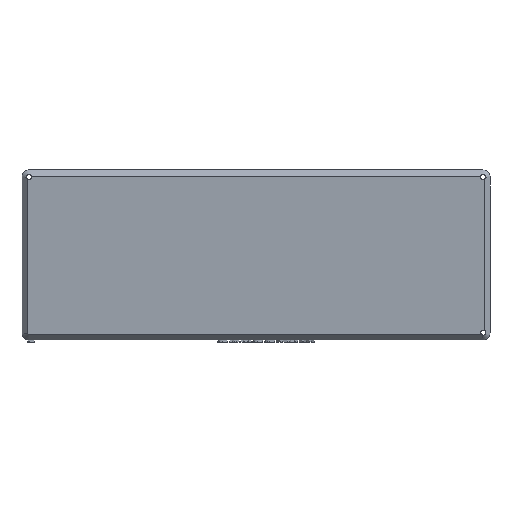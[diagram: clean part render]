
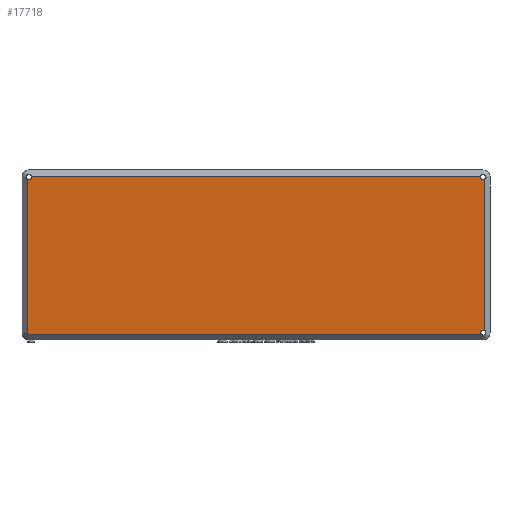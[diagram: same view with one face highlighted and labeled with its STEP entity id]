
A CAD part, left-side view. The second image highlights one B-rep face of the part: STEP entity #17718.
In plain terms, the highlighted planar face has unit normal (-0.997, 0, -0.08).
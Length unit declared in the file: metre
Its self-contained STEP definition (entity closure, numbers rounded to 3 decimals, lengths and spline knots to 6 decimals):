
#245=ELLIPSE('',#18927,0.001806,0.0018);
#248=ELLIPSE('',#18932,0.001806,0.0018);
#251=ELLIPSE('',#18937,0.001806,0.0018);
#692=B_SPLINE_CURVE_WITH_KNOTS('',3,(#26366,#26367,#26368,#26369),
 .UNSPECIFIED.,.F.,.F.,(4,4),(0.,1.),.UNSPECIFIED.);
#2284=ORIENTED_EDGE('',*,*,#7776,.F.);
#2285=ORIENTED_EDGE('',*,*,#7793,.T.);
#2286=ORIENTED_EDGE('',*,*,#7781,.F.);
#2287=ORIENTED_EDGE('',*,*,#7794,.T.);
#2288=ORIENTED_EDGE('',*,*,#7795,.T.);
#2289=ORIENTED_EDGE('',*,*,#7796,.T.);
#2290=ORIENTED_EDGE('',*,*,#7786,.F.);
#2291=ORIENTED_EDGE('',*,*,#7797,.T.);
#7776=EDGE_CURVE('',#10530,#10531,#245,.F.);
#7781=EDGE_CURVE('',#10535,#10536,#248,.F.);
#7786=EDGE_CURVE('',#10540,#10541,#251,.F.);
#7793=EDGE_CURVE('',#10530,#10536,#11970,.T.);
#7794=EDGE_CURVE('',#10535,#10547,#11971,.T.);
#7795=EDGE_CURVE('',#10547,#10548,#692,.T.);
#7796=EDGE_CURVE('',#10548,#10541,#11972,.T.);
#7797=EDGE_CURVE('',#10540,#10531,#11973,.T.);
#10530=VERTEX_POINT('',#26305);
#10531=VERTEX_POINT('',#26307);
#10535=VERTEX_POINT('',#26324);
#10536=VERTEX_POINT('',#26326);
#10540=VERTEX_POINT('',#26347);
#10541=VERTEX_POINT('',#26349);
#10547=VERTEX_POINT('',#26365);
#10548=VERTEX_POINT('',#26370);
#11970=LINE('',#26363,#13702);
#11971=LINE('',#26364,#13703);
#11972=LINE('',#26371,#13704);
#11973=LINE('',#26372,#13705);
#13702=VECTOR('',#20905,1.);
#13703=VECTOR('',#20906,1.);
#13704=VECTOR('',#20907,1.);
#13705=VECTOR('',#20908,1.);
#15122=EDGE_LOOP('',(#2284,#2285,#2286,#2287,#2288,#2289,#2290,#2291));
#16183=FACE_BOUND('',#15122,.T.);
#17210=PLANE('',#18941);
#17718=ADVANCED_FACE('',(#16183),#17210,.F.);
#18927=AXIS2_PLACEMENT_3D('',#26306,#20871,#20872);
#18932=AXIS2_PLACEMENT_3D('',#26325,#20881,#20882);
#18937=AXIS2_PLACEMENT_3D('',#26348,#20891,#20892);
#18941=AXIS2_PLACEMENT_3D('',#26362,#20903,#20904);
#20871=DIRECTION('',(0.997,0.,0.08));
#20872=DIRECTION('',(0.08,0.,-0.997));
#20881=DIRECTION('',(0.997,0.,0.08));
#20882=DIRECTION('',(0.08,0.,-0.997));
#20891=DIRECTION('',(0.997,0.,0.08));
#20892=DIRECTION('',(0.08,0.,-0.997));
#20903=DIRECTION('',(0.997,0.,0.08));
#20904=DIRECTION('',(0.08,0.,-0.997));
#20905=DIRECTION('',(0.,1.,0.));
#20906=DIRECTION('',(0.08,0.,-0.997));
#20907=DIRECTION('',(0.,-1.,0.));
#20908=DIRECTION('',(-0.08,0.,0.997));
#26305=CARTESIAN_POINT('',(-0.016956,-0.152919,0.055022));
#26306=CARTESIAN_POINT('',(-0.016915,-0.154644,0.054507));
#26307=CARTESIAN_POINT('',(-0.016788,-0.155489,0.052918));
#26324=CARTESIAN_POINT('',(-0.016788,0.169201,0.052918));
#26325=CARTESIAN_POINT('',(-0.016915,0.168356,0.054507));
#26326=CARTESIAN_POINT('',(-0.016956,0.166631,0.055022));
#26347=CARTESIAN_POINT('',(-0.008202,-0.155489,-0.054537));
#26348=CARTESIAN_POINT('',(-0.008066,-0.154894,-0.056236));
#26349=CARTESIAN_POINT('',(-0.007952,-0.153804,-0.057669));
#26362=CARTESIAN_POINT('',(-0.01248,0.247456,-0.000993));
#26363=CARTESIAN_POINT('',(-0.016956,0.247456,0.055022));
#26364=CARTESIAN_POINT('',(-0.01248,0.169201,-0.000993));
#26365=CARTESIAN_POINT('',(-0.00802,0.169201,-0.056824));
#26366=CARTESIAN_POINT('',(-0.00802,0.169201,-0.056824));
#26367=CARTESIAN_POINT('',(-0.007983,0.169203,-0.057285));
#26368=CARTESIAN_POINT('',(-0.007952,0.168824,-0.057671));
#26369=CARTESIAN_POINT('',(-0.007952,0.168356,-0.057669));
#26370=CARTESIAN_POINT('',(-0.007952,0.168356,-0.057669));
#26371=CARTESIAN_POINT('',(-0.007952,-0.154644,-0.057669));
#26372=CARTESIAN_POINT('',(-0.016915,-0.155489,0.054507));
